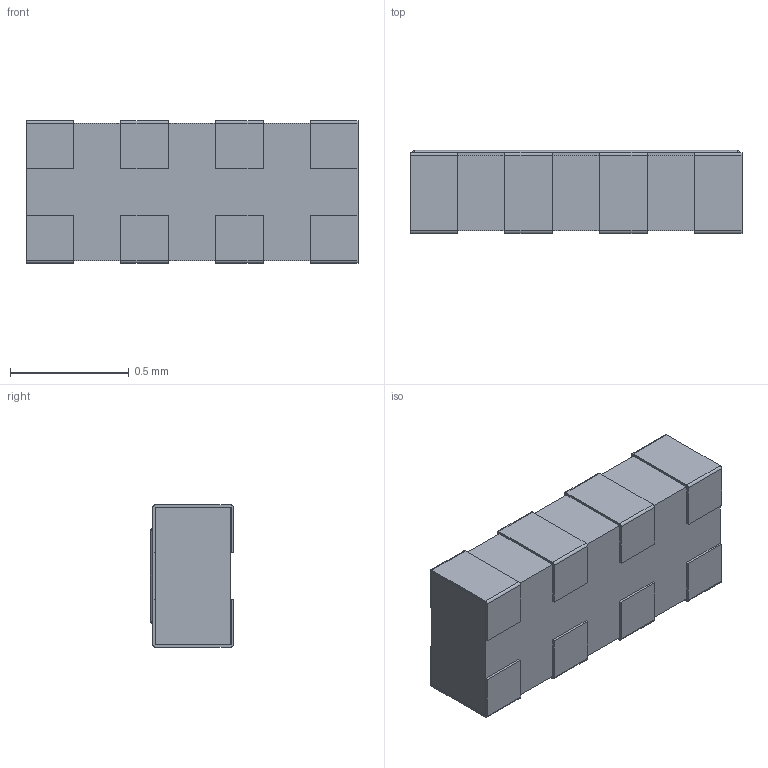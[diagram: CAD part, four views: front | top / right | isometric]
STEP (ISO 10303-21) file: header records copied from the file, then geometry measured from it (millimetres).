
FILE_DESCRIPTION(('FreeCAD Model'),'2;1');
FILE_NAME('Open CASCADE Shape Model','2025-11-13T20:38:26',(''),(''), 'Open CASCADE STEP processor 7.8','FreeCAD','Unknown');
FILE_SCHEMA(('AP242_MANAGED_MODEL_BASED_3D_ENGINEERING_MIM_LF. {1 0 10303 442 1 1 4 }'));
Length unit declared in the file: millimetre
Products named in the file (1): EXB-18Vx
Bounding box: 1.4 x 0.35 x 0.6 mm (x, y, z)
Volume: 0.3 mm3; surface area: 5 mm2
Topology: 1 solids, 1 shells, 111 faces, 308 edges, 196 vertices
Faces by surface type: plane 87, cylinder 20, sphere 4
Entity records: 8339 total; most frequent: CARTESIAN_POINT 1412, DIRECTION 1169, LINE 825, VECTOR 825, ORIENTED_EDGE 608, PCURVE 608, DEFINITIONAL_REPRESENTATION 608, EDGE_CURVE 304
